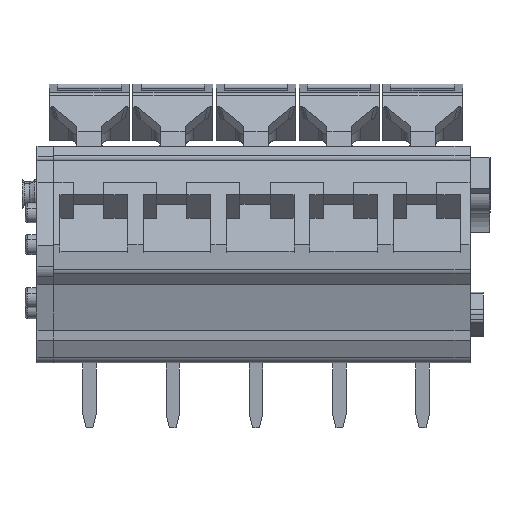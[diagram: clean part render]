
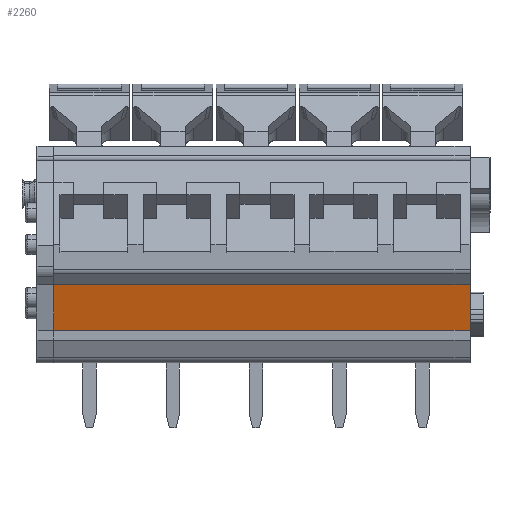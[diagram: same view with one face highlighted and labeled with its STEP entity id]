
A CAD part, front view. The second image highlights one B-rep face of the part: STEP entity #2260.
In plain terms, the highlighted planar face has unit normal (0, -0.966, -0.259).
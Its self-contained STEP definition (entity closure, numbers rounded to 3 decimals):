
#2247=AXIS2_PLACEMENT_3D('Plane Axis2P3D',#2244,#2245,#2246) ;
#579=CARTESIAN_POINT('Vertex',(1.9,1.37,5.863)) ;
#582=CARTESIAN_POINT('Line Origine',(1.9,1.002,7.238)) ;
#586=CARTESIAN_POINT('Vertex',(1.9,0.634,8.613)) ;
#1030=CARTESIAN_POINT('Vertex',(26.9,0.634,8.613)) ;
#1033=CARTESIAN_POINT('Line Origine',(26.9,1.002,7.238)) ;
#1037=CARTESIAN_POINT('Vertex',(26.9,1.37,5.863)) ;
#2231=CARTESIAN_POINT('Line Origine',(14.4,1.37,5.863)) ;
#2244=CARTESIAN_POINT('Axis2P3D Location',(4.05,1.37,5.863)) ;
#2249=CARTESIAN_POINT('Line Origine',(14.4,0.634,8.613)) ;
#583=DIRECTION('Vector Direction',(0.,-0.259,0.966)) ;
#1034=DIRECTION('Vector Direction',(0.,-0.259,0.966)) ;
#2232=DIRECTION('Vector Direction',(-1.,0.,0.)) ;
#2245=DIRECTION('Axis2P3D Direction',(0.,-0.966,-0.259)) ;
#2246=DIRECTION('Axis2P3D XDirection',(0.,-0.259,0.966)) ;
#2250=DIRECTION('Vector Direction',(-1.,0.,0.)) ;
#584=VECTOR('Line Direction',#583,1.) ;
#1035=VECTOR('Line Direction',#1034,1.) ;
#2233=VECTOR('Line Direction',#2232,1.) ;
#2251=VECTOR('Line Direction',#2250,1.) ;
#2255=ORIENTED_EDGE('',*,*,#2235,.F.) ;
#2256=ORIENTED_EDGE('',*,*,#1039,.T.) ;
#2257=ORIENTED_EDGE('',*,*,#2253,.T.) ;
#2258=ORIENTED_EDGE('',*,*,#588,.F.) ;
#2260=ADVANCED_FACE('Housing\\LMZF500-housing',(#2259),#2248,.T.) ;
#588=EDGE_CURVE('',#580,#587,#585,.T.) ;
#1039=EDGE_CURVE('',#1038,#1031,#1036,.T.) ;
#2235=EDGE_CURVE('',#1038,#580,#2234,.T.) ;
#2253=EDGE_CURVE('',#1031,#587,#2252,.T.) ;
#2254=EDGE_LOOP('',(#2255,#2256,#2257,#2258)) ;
#2259=FACE_OUTER_BOUND('',#2254,.T.) ;
#585=LINE('Line',#582,#584) ;
#1036=LINE('Line',#1033,#1035) ;
#2234=LINE('Line',#2231,#2233) ;
#2252=LINE('Line',#2249,#2251) ;
#2248=PLANE('',#2247) ;
#580=VERTEX_POINT('',#579) ;
#587=VERTEX_POINT('',#586) ;
#1031=VERTEX_POINT('',#1030) ;
#1038=VERTEX_POINT('',#1037) ;
